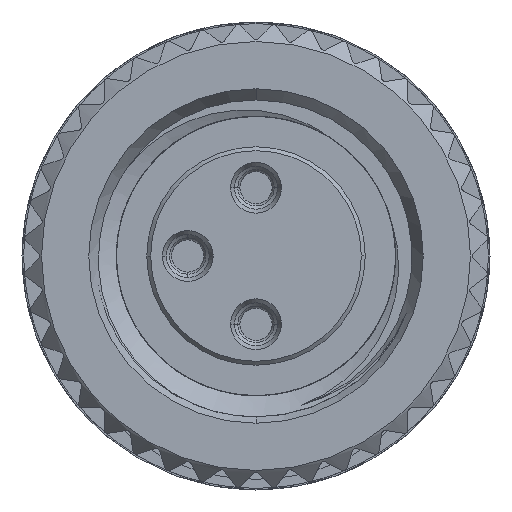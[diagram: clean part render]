
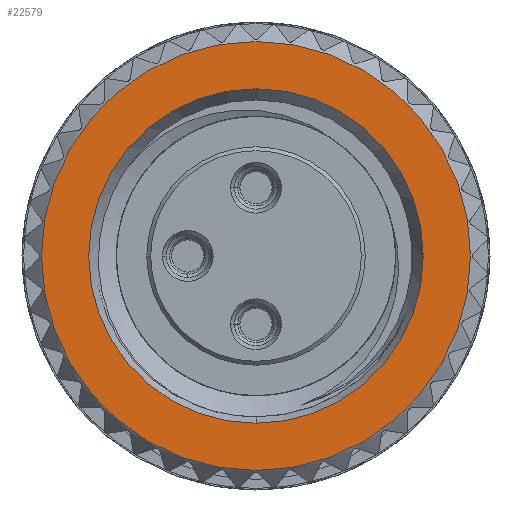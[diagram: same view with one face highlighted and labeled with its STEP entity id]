
A CAD part, front view. The second image highlights one B-rep face of the part: STEP entity #22579.
In plain terms, the highlighted planar face has unit normal (0, -1, 0).
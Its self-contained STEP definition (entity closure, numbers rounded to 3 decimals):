
#2832=CARTESIAN_POINT('',(0.,-9.4,0.5));
#2833=DIRECTION('',(0.,1.,0.));
#2834=DIRECTION('',(-1.,0.,0.));
#2835=AXIS2_PLACEMENT_3D('',#2832,#2833,#2834);
#2837=CARTESIAN_POINT('',(0.,-9.4,0.5));
#2838=DIRECTION('',(0.,1.,0.));
#2839=DIRECTION('',(0.,0.,1.));
#2840=AXIS2_PLACEMENT_3D('',#2837,#2838,#2839);
#2842=CARTESIAN_POINT('',(0.,-9.4,0.5));
#2843=DIRECTION('',(0.,1.,0.));
#2844=DIRECTION('',(1.,0.,0.));
#2845=AXIS2_PLACEMENT_3D('',#2842,#2843,#2844);
#2847=CARTESIAN_POINT('',(0.,-9.4,0.5));
#2848=DIRECTION('',(0.,1.,0.));
#2849=DIRECTION('',(0.,0.,-1.));
#2850=AXIS2_PLACEMENT_3D('',#2847,#2848,#2849);
#2852=CARTESIAN_POINT('',(0.,-9.4,0.5));
#2853=DIRECTION('',(0.,-1.,0.));
#2854=DIRECTION('',(0.,0.,1.));
#2855=AXIS2_PLACEMENT_3D('',#2852,#2853,#2854);
#2857=CARTESIAN_POINT('',(0.,-9.4,0.5));
#2858=DIRECTION('',(0.,-1.,0.));
#2859=DIRECTION('',(0.,0.,-1.));
#2860=AXIS2_PLACEMENT_3D('',#2857,#2858,#2859);
#19660=CARTESIAN_POINT('',(-5.5,-9.4,0.5));
#19661=VERTEX_POINT('',#19660);
#19662=CARTESIAN_POINT('',(0.,-9.4,-5.));
#19663=VERTEX_POINT('',#19662);
#19664=CARTESIAN_POINT('',(5.5,-9.4,0.5));
#19665=VERTEX_POINT('',#19664);
#19666=CARTESIAN_POINT('',(0.,-9.4,6.));
#19667=VERTEX_POINT('',#19666);
#19668=CARTESIAN_POINT('',(0.,-9.4,4.789));
#19669=CARTESIAN_POINT('',(0.,-9.4,-3.788));
#19670=VERTEX_POINT('',#19668);
#19671=VERTEX_POINT('',#19669);
#22562=CARTESIAN_POINT('',(0.,-9.4,0.5));
#22563=DIRECTION('',(0.,-1.,0.));
#22564=DIRECTION('',(1.,0.,0.));
#22565=AXIS2_PLACEMENT_3D('',#22562,#22563,#22564);
#22566=PLANE('',#22565);
#22567=ORIENTED_EDGE('',*,*,#22546,.T.);
#22568=ORIENTED_EDGE('',*,*,#22544,.T.);
#22569=ORIENTED_EDGE('',*,*,#20808,.T.);
#22570=ORIENTED_EDGE('',*,*,#20806,.T.);
#22571=EDGE_LOOP('',(#22567,#22568,#22569,#22570));
#22572=FACE_OUTER_BOUND('',#22571,.F.);
#22574=ORIENTED_EDGE('',*,*,#22573,.T.);
#22576=ORIENTED_EDGE('',*,*,#22575,.T.);
#22577=EDGE_LOOP('',(#22574,#22576));
#22578=FACE_BOUND('',#22577,.F.);
#22579=ADVANCED_FACE('',(#22572,#22578),#22566,.T.);
#2836=CIRCLE('',#2835,5.5);
#2841=CIRCLE('',#2840,5.5);
#2846=CIRCLE('',#2845,5.5);
#2851=CIRCLE('',#2850,5.5);
#2856=CIRCLE('',#2855,4.289);
#2861=CIRCLE('',#2860,4.289);
#20806=EDGE_CURVE('',#19663,#19661,#2851,.T.);
#20808=EDGE_CURVE('',#19665,#19663,#2846,.T.);
#22544=EDGE_CURVE('',#19667,#19665,#2841,.T.);
#22546=EDGE_CURVE('',#19661,#19667,#2836,.T.);
#22573=EDGE_CURVE('',#19670,#19671,#2856,.T.);
#22575=EDGE_CURVE('',#19671,#19670,#2861,.T.);
